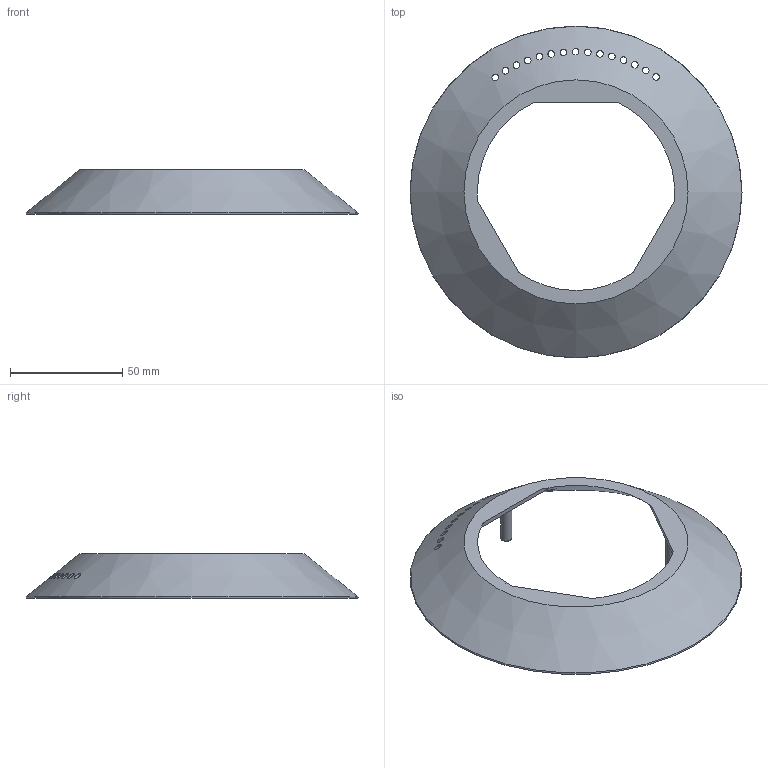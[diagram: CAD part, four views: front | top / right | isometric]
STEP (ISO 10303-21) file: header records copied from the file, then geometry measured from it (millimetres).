
FILE_DESCRIPTION(/* description */ (''),/* implementation_level */ '2;1');
FILE_NAME(/* name */ 'benderbase.step',/* time_stamp */ '2021-04-02T14:32:33-04:00',/* author */ (''),/* organization */ (''),/* preprocessor_version */ 'ST-DEVELOPER v18.1',/* originating_system */ 'Autodesk Translation Framework v9.10.0.1330',/* authorisation */ '');
FILE_SCHEMA (('AUTOMOTIVE_DESIGN { 1 0 10303 214 3 1 1 }'));
Length unit declared in the file: millimetre
Products named in the file (1): benderbase
Bounding box: 148.15 x 148.15 x 20 mm (x, y, z)
Volume: 46119.6 mm3; surface area: 29714.6 mm2
Topology: 1 solids, 1 shells, 49 faces, 169 edges, 122 vertices
Faces by surface type: plane 23, cylinder 18, torus 5, cone 3
Full cylindrical faces by diameter (mm): 3 x15, 5 x3
Entity records: 2934 total; most frequent: CARTESIAN_POINT 1498, ORIENTED_EDGE 338, DIRECTION 223, EDGE_CURVE 169, VERTEX_POINT 122, AXIS2_PLACEMENT_3D 86, EDGE_LOOP 81, B_SPLINE_CURVE_WITH_KNOTS 63
